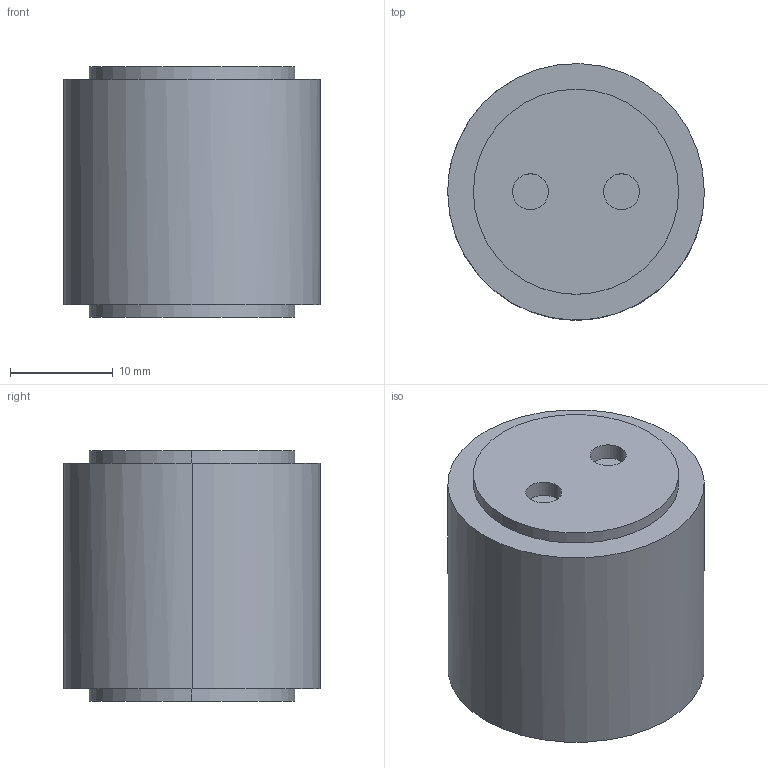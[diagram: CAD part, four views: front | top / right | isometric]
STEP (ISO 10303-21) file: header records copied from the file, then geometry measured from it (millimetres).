
FILE_DESCRIPTION(('None'),'2;1');
FILE_NAME('Universal_Keep_Out.stp','2026-01-09T20:06:08+00:00',('none'),('none'),'NA','NA','none');
FILE_SCHEMA(('NA'));
Length unit declared in the file: millimetre
Products named in the file (1): Universal_Keep_Out
Bounding box: 25 x 25 x 24.4 mm (x, y, z)
Volume: 11491.3 mm3; surface area: 2930.8 mm2
Topology: 1 solids, 1 shells, 22 faces, 42 edges, 28 vertices
Faces by surface type: cylinder 14, plane 8
Entity records: 688 total; most frequent: CARTESIAN_POINT 109, ORIENTED_EDGE 84, DIRECTION 60, EDGE_CURVE 42, AXIS2_PLACEMENT_3D 37, EDGE_LOOP 28, VERTEX_POINT 28, CIRCLE 26
